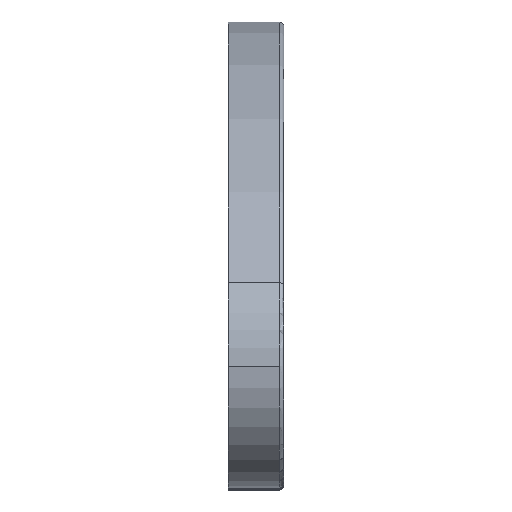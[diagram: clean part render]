
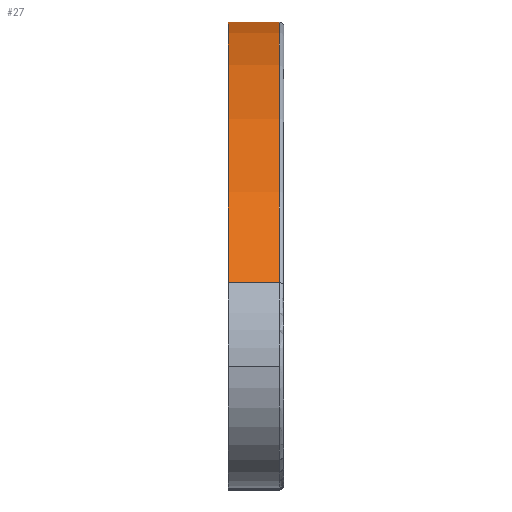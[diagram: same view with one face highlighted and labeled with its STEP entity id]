
A CAD part, top view. The second image highlights one B-rep face of the part: STEP entity #27.
In plain terms, the highlighted cylindrical face has radius 17.447 mm (diameter 34.894 mm), a partial arc.
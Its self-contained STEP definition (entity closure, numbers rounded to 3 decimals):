
#18 = CARTESIAN_POINT ( 'NONE',  ( 1.15, -10.284, 0. ) ) ;
#27 = ADVANCED_FACE ( 'NONE', ( #1072 ), #851, .T. ) ;
#35 = DIRECTION ( 'NONE',  ( -1., 0., 0. ) ) ;
#49 = DIRECTION ( 'NONE',  ( 1., 0., 0. ) ) ;
#70 = AXIS2_PLACEMENT_3D ( 'NONE', #401, #49, #513 ) ;
#125 = DIRECTION ( 'NONE',  ( -1., 0., 0. ) ) ;
#139 = ORIENTED_EDGE ( 'NONE', *, *, #988, .T. ) ;
#154 = DIRECTION ( 'NONE',  ( 0., 0., -1. ) ) ;
#161 = CARTESIAN_POINT ( 'NONE',  ( 0., 1.778, 12.605 ) ) ;
#166 = AXIS2_PLACEMENT_3D ( 'NONE', #1420, #35, #154 ) ;
#167 = CIRCLE ( 'NONE', #166, 17.447 ) ;
#223 = VERTEX_POINT ( 'NONE', #161 ) ;
#230 = VERTEX_POINT ( 'NONE', #523 ) ;
#322 = ORIENTED_EDGE ( 'NONE', *, *, #1457, .T. ) ;
#401 = CARTESIAN_POINT ( 'NONE',  ( 0., -10.284, 0. ) ) ;
#415 = VERTEX_POINT ( 'NONE', #1177 ) ;
#513 = DIRECTION ( 'NONE',  ( 0., 0., 1. ) ) ;
#516 = VECTOR ( 'NONE', #825, 1000. ) ;
#523 = CARTESIAN_POINT ( 'NONE',  ( 1.05, 1.778, -12.605 ) ) ;
#570 = AXIS2_PLACEMENT_3D ( 'NONE', #18, #125, #619 ) ;
#619 = DIRECTION ( 'NONE',  ( 0., 0., 1. ) ) ;
#621 = DIRECTION ( 'NONE',  ( -1., 0., 0. ) ) ;
#640 = LINE ( 'NONE', #997, #516 ) ;
#724 = EDGE_LOOP ( 'NONE', ( #993, #1251, #139, #322 ) ) ;
#825 = DIRECTION ( 'NONE',  ( -1., 0., 0. ) ) ;
#851 = CYLINDRICAL_SURFACE ( 'NONE', #570, 17.447 ) ;
#879 = LINE ( 'NONE', #1437, #1059 ) ;
#988 = EDGE_CURVE ( 'NONE', #230, #415, #879, .T. ) ;
#993 = ORIENTED_EDGE ( 'NONE', *, *, #1071, .F. ) ;
#997 = CARTESIAN_POINT ( 'NONE',  ( 1.15, 1.778, 12.605 ) ) ;
#1059 = VECTOR ( 'NONE', #621, 1000. ) ;
#1071 = EDGE_CURVE ( 'NONE', #1284, #223, #640, .T. ) ;
#1072 = FACE_OUTER_BOUND ( 'NONE', #724, .T. ) ;
#1177 = CARTESIAN_POINT ( 'NONE',  ( 0., 1.778, -12.605 ) ) ;
#1205 = CARTESIAN_POINT ( 'NONE',  ( 1.05, 1.778, 12.605 ) ) ;
#1251 = ORIENTED_EDGE ( 'NONE', *, *, #1289, .T. ) ;
#1265 = CIRCLE ( 'NONE', #70, 17.447 ) ;
#1284 = VERTEX_POINT ( 'NONE', #1205 ) ;
#1289 = EDGE_CURVE ( 'NONE', #1284, #230, #167, .T. ) ;
#1420 = CARTESIAN_POINT ( 'NONE',  ( 1.05, -10.284, 0. ) ) ;
#1437 = CARTESIAN_POINT ( 'NONE',  ( 1.15, 1.778, -12.605 ) ) ;
#1457 = EDGE_CURVE ( 'NONE', #415, #223, #1265, .T. ) ;
